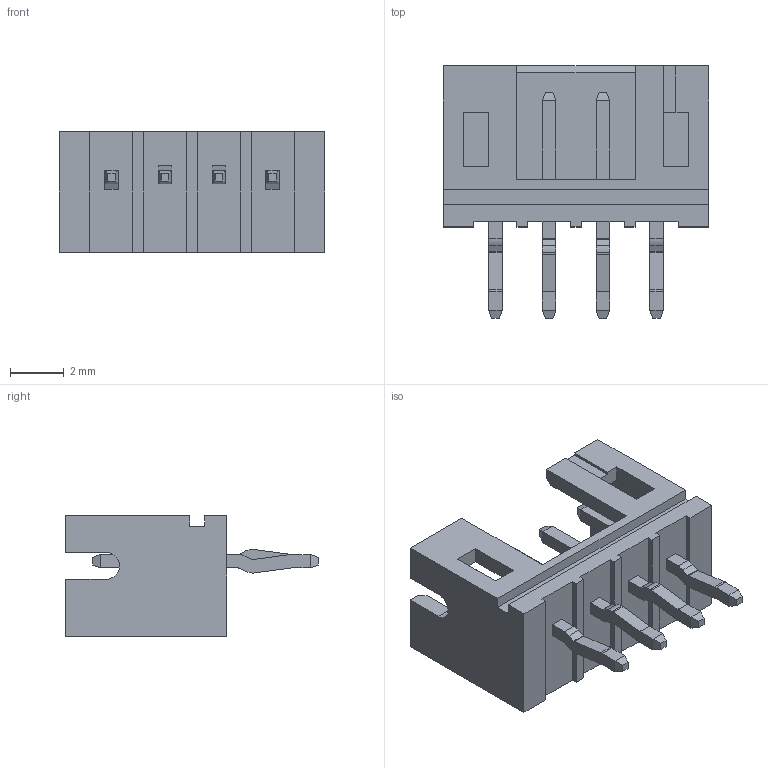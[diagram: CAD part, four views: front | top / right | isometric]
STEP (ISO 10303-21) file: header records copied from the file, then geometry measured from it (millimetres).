
FILE_DESCRIPTION (( 'STEP AP214' ), '1' );
FILE_NAME ('B4B-PH-K-LF.STEP', '2024-04-29T18:01:28', ( '' ), ( '' ), 'SwSTEP 2.0', 'SolidWorks 2021', '' );
FILE_SCHEMA (( 'AUTOMOTIVE_DESIGN' ));
Length unit declared in the file: millimetre
Products named in the file (1): B4B-PH-K-LF
Bounding box: 9.9 x 9.4 x 4.5 mm (x, y, z)
Volume: 121.3 mm3; surface area: 416.1 mm2
Topology: 5 solids, 5 shells, 187 faces, 498 edges, 320 vertices
Faces by surface type: plane 153, cylinder 34
Entity records: 7863 total; most frequent: CARTESIAN_POINT 1006, ORIENTED_EDGE 996, DIRECTION 942, EDGE_CURVE 498, VECTOR 430, LINE 430, VERTEX_POINT 320, AXIS2_PLACEMENT_3D 256
